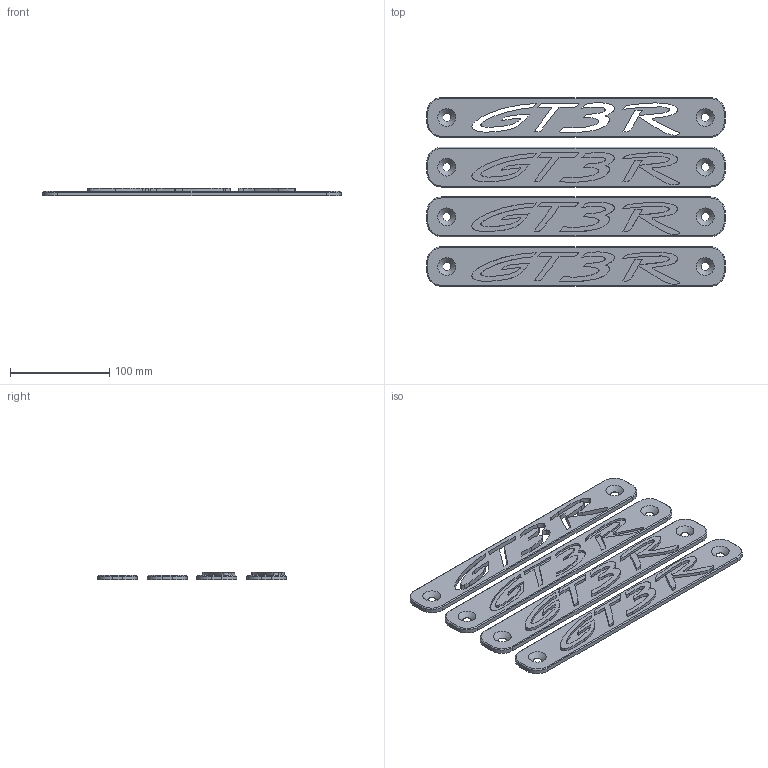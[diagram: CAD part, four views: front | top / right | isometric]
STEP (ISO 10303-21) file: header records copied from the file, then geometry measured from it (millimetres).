
FILE_DESCRIPTION(/* description */ (''),/* implementation_level */ '2;1');
FILE_NAME(/* name */ 'Porsche GT3 R Plate.step',/* time_stamp */ '2025-07-19T11:31:33-04:00',/* author */ (''),/* organization */ (''),/* preprocessor_version */ 'ST-DEVELOPER v20.1',/* originating_system */ 'Autodesk Translation Framework v14.10.0.0',/* authorisation */ '');
FILE_SCHEMA (('AUTOMOTIVE_DESIGN { 1 0 10303 214 3 1 1 }'));
Length unit declared in the file: millimetre
Products named in the file (1): Porsche GT3 R Plate
Bounding box: 300 x 190 x 8 mm (x, y, z)
Volume: 227051 mm3; surface area: 122190.7 mm2
Topology: 8 solids, 8 shells, 492 faces, 1364 edges, 886 vertices
Faces by surface type: bspline 333, plane 111, cone 24, cylinder 24
Full cylindrical faces by diameter (mm): 8.5 x8
Entity records: 19130 total; most frequent: CARTESIAN_POINT 9214, ORIENTED_EDGE 2728, EDGE_CURVE 1364, DIRECTION 1098, VERTEX_POINT 886, LINE 618, VECTOR 618, EDGE_LOOP 534
